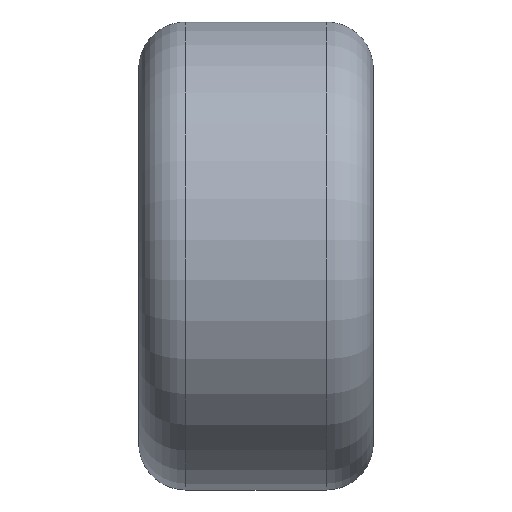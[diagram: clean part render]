
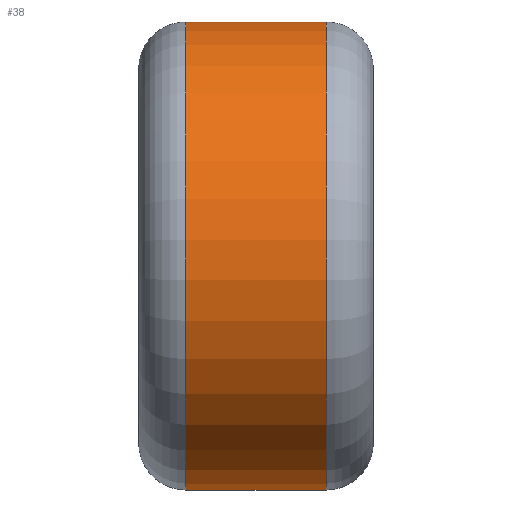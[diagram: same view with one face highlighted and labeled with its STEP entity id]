
A CAD part, front view. The second image highlights one B-rep face of the part: STEP entity #38.
In plain terms, the highlighted cylindrical face has radius 15 mm (diameter 30 mm), a partial arc.
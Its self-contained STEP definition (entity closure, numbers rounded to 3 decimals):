
#38 = ADVANCED_FACE ( 'NONE', ( #133 ), #1057, .T. ) ;
#41 = CARTESIAN_POINT ( 'NONE',  ( -6.174, 12.715, 3.742 ) ) ;
#61 = DIRECTION ( 'NONE',  ( 0., -0.07, -0.998 ) ) ;
#133 = FACE_OUTER_BOUND ( 'NONE', #553, .T. ) ;
#158 = EDGE_CURVE ( 'NONE', #214, #953, #1201, .T. ) ;
#170 = VERTEX_POINT ( 'NONE', #1608 ) ;
#206 = EDGE_CURVE ( 'NONE', #170, #1358, #1934, .T. ) ;
#214 = VERTEX_POINT ( 'NONE', #513 ) ;
#242 = CARTESIAN_POINT ( 'NONE',  ( 5.826, 13.765, 18.705 ) ) ;
#259 = DIRECTION ( 'NONE',  ( 1., 0., 0. ) ) ;
#278 = CARTESIAN_POINT ( 'NONE',  ( -6.174, 13.765, 18.705 ) ) ;
#379 = AXIS2_PLACEMENT_3D ( 'NONE', #522, #1617, #1479 ) ;
#384 = LINE ( 'NONE', #394, #1605 ) ;
#394 = CARTESIAN_POINT ( 'NONE',  ( -6.174, 14.814, 33.668 ) ) ;
#513 = CARTESIAN_POINT ( 'NONE',  ( -3.174, 14.814, 33.668 ) ) ;
#522 = CARTESIAN_POINT ( 'NONE',  ( -3.174, 13.765, 18.705 ) ) ;
#553 = EDGE_LOOP ( 'NONE', ( #915, #1831, #899, #1220 ) ) ;
#579 = DIRECTION ( 'NONE',  ( 0., 0.07, 0.998 ) ) ;
#833 = EDGE_CURVE ( 'NONE', #953, #170, #851, .T. ) ;
#840 = AXIS2_PLACEMENT_3D ( 'NONE', #278, #1835, #579 ) ;
#851 = LINE ( 'NONE', #41, #1869 ) ;
#899 = ORIENTED_EDGE ( 'NONE', *, *, #206, .T. ) ;
#915 = ORIENTED_EDGE ( 'NONE', *, *, #158, .T. ) ;
#928 = CARTESIAN_POINT ( 'NONE',  ( -3.174, 12.715, 3.742 ) ) ;
#953 = VERTEX_POINT ( 'NONE', #928 ) ;
#1016 = DIRECTION ( 'NONE',  ( 1., 0., 0. ) ) ;
#1057 = CYLINDRICAL_SURFACE ( 'NONE', #840, 15. ) ;
#1201 = CIRCLE ( 'NONE', #379, 15. ) ;
#1220 = ORIENTED_EDGE ( 'NONE', *, *, #1541, .F. ) ;
#1358 = VERTEX_POINT ( 'NONE', #1715 ) ;
#1479 = DIRECTION ( 'NONE',  ( 0., -0.07, -0.998 ) ) ;
#1487 = DIRECTION ( 'NONE',  ( -1., 0., 0. ) ) ;
#1541 = EDGE_CURVE ( 'NONE', #214, #1358, #384, .T. ) ;
#1605 = VECTOR ( 'NONE', #1016, 1000. ) ;
#1608 = CARTESIAN_POINT ( 'NONE',  ( 5.826, 12.715, 3.742 ) ) ;
#1617 = DIRECTION ( 'NONE',  ( 1., 0., 0. ) ) ;
#1715 = CARTESIAN_POINT ( 'NONE',  ( 5.826, 14.814, 33.668 ) ) ;
#1785 = AXIS2_PLACEMENT_3D ( 'NONE', #242, #1487, #61 ) ;
#1831 = ORIENTED_EDGE ( 'NONE', *, *, #833, .T. ) ;
#1835 = DIRECTION ( 'NONE',  ( 1., 0., 0. ) ) ;
#1869 = VECTOR ( 'NONE', #259, 1000. ) ;
#1934 = CIRCLE ( 'NONE', #1785, 15. ) ;
